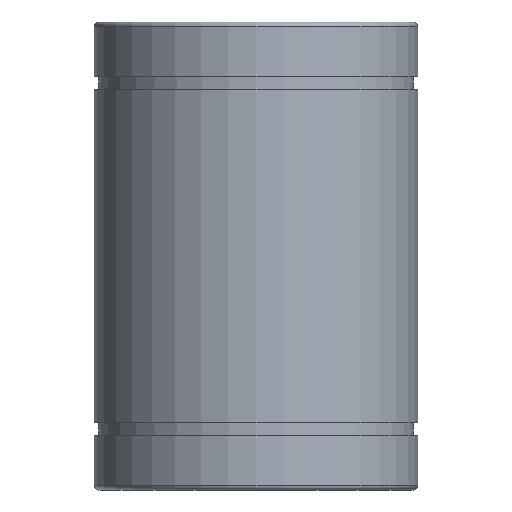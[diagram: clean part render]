
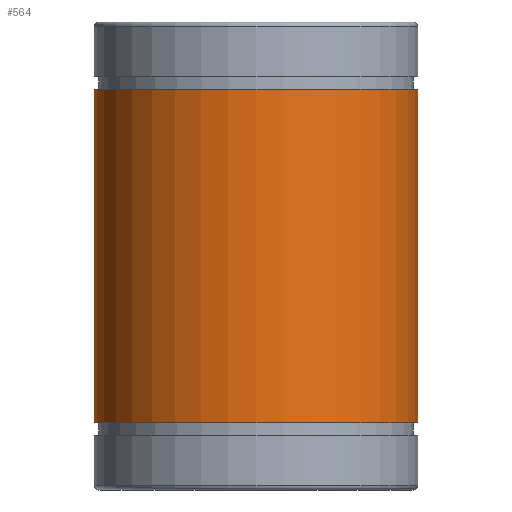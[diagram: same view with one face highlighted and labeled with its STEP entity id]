
A CAD part, front view. The second image highlights one B-rep face of the part: STEP entity #564.
In plain terms, the highlighted cylindrical face has radius 23.5 mm (diameter 47 mm), a full revolution.
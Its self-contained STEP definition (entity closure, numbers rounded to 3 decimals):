
#2 = EDGE_LOOP ( 'NONE', ( #304 ) ) ;
#34 = CARTESIAN_POINT ( 'NONE',  ( 0., 0., -24.2 ) ) ;
#41 = DIRECTION ( 'NONE',  ( 0., 0., 1. ) ) ;
#42 = DIRECTION ( 'NONE',  ( 1., 0., 0. ) ) ;
#43 = CARTESIAN_POINT ( 'NONE',  ( 0., 0., 24.2 ) ) ;
#50 = DIRECTION ( 'NONE',  ( 0., 0., 1. ) ) ;
#51 = DIRECTION ( 'NONE',  ( 1., 0., 0. ) ) ;
#97 = CARTESIAN_POINT ( 'NONE',  ( 0., 0., 34. ) ) ;
#112 = DIRECTION ( 'NONE',  ( 1., 0., 0. ) ) ;
#113 = DIRECTION ( 'NONE',  ( 0., 0., 1. ) ) ;
#220 = VERTEX_POINT ( 'NONE', #221 ) ;
#221 = CARTESIAN_POINT ( 'NONE',  ( 23.5, 0., -24.2 ) ) ;
#226 = VERTEX_POINT ( 'NONE', #227 ) ;
#227 = CARTESIAN_POINT ( 'NONE',  ( 23.5, 0., 24.2 ) ) ;
#273 = EDGE_LOOP ( 'NONE', ( #305 ) ) ;
#304 = ORIENTED_EDGE ( 'NONE', *, *, #496, .T. ) ;
#305 = ORIENTED_EDGE ( 'NONE', *, *, #514, .F. ) ;
#359 = CIRCLE ( 'NONE', #478, 23.5 ) ;
#362 = CIRCLE ( 'NONE', #497, 23.5 ) ;
#391 = FACE_OUTER_BOUND ( 'NONE', #2, .T. ) ;
#396 = CYLINDRICAL_SURFACE ( 'NONE', #507, 23.5 ) ;
#397 = FACE_OUTER_BOUND ( 'NONE', #273, .T. ) ;
#478 = AXIS2_PLACEMENT_3D ( 'NONE', #34, #41, #42 ) ;
#496 = EDGE_CURVE ( 'NONE', #220, #220, #359, .T. ) ;
#497 = AXIS2_PLACEMENT_3D ( 'NONE', #43, #50, #51 ) ;
#507 = AXIS2_PLACEMENT_3D ( 'NONE', #97, #113, #112 ) ;
#514 = EDGE_CURVE ( 'NONE', #226, #226, #362, .T. ) ;
#564 = ADVANCED_FACE ( 'NONE', ( #391, #397 ), #396, .T. ) ;
